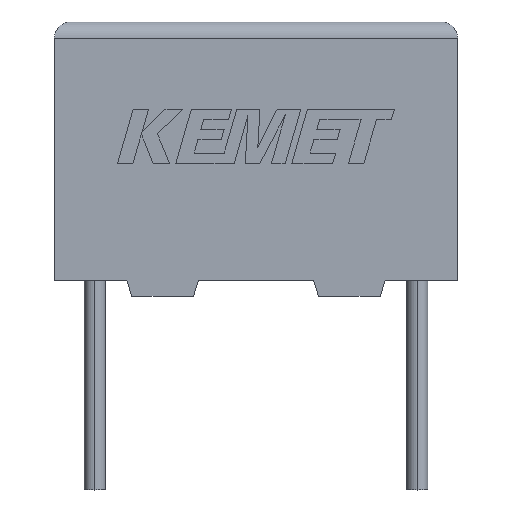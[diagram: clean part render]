
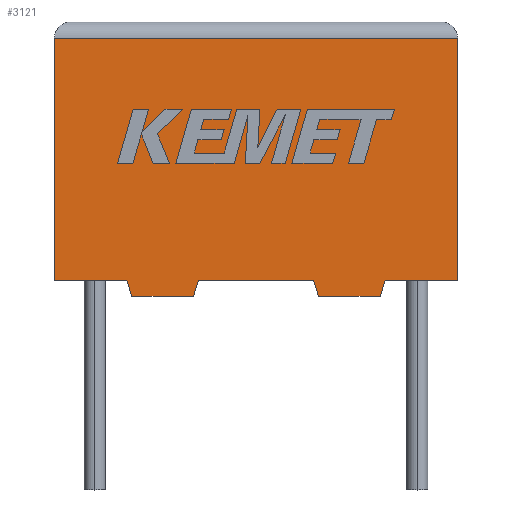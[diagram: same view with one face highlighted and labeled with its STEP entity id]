
A CAD part, top view. The second image highlights one B-rep face of the part: STEP entity #3121.
In plain terms, the highlighted planar face has unit normal (0, 0, 1).
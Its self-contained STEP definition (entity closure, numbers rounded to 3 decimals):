
#67 = VECTOR ( 'NONE', #2201, 1000. ) ;
#154 = EDGE_CURVE ( 'NONE', #1308, #3056, #786, .T. ) ;
#246 = CARTESIAN_POINT ( 'NONE',  ( 0., 0., 3.5 ) ) ;
#263 = LINE ( 'NONE', #2776, #574 ) ;
#272 = VECTOR ( 'NONE', #2926, 1000. ) ;
#306 = EDGE_LOOP ( 'NONE', ( #2545, #3077, #3096, #874, #3005, #561, #1861, #2379, #1966, #1539, #1102, #2874 ) ) ;
#312 = AXIS2_PLACEMENT_3D ( 'NONE', #2667, #1855, #1627 ) ;
#561 = ORIENTED_EDGE ( 'NONE', *, *, #1804, .T. ) ;
#574 = VECTOR ( 'NONE', #2269, 1000. ) ;
#600 = EDGE_CURVE ( 'NONE', #3232, #2192, #2694, .T. ) ;
#618 = VECTOR ( 'NONE', #713, 1000. ) ;
#626 = EDGE_CURVE ( 'NONE', #3056, #1560, #938, .T. ) ;
#713 = DIRECTION ( 'NONE',  ( 0.287, 0.958, 0. ) ) ;
#722 = DIRECTION ( 'NONE',  ( -0.287, 0.958, 0. ) ) ;
#734 = DIRECTION ( 'NONE',  ( -0.287, -0.958, 0. ) ) ;
#778 = EDGE_CURVE ( 'NONE', #2192, #1525, #1747, .T. ) ;
#786 = LINE ( 'NONE', #2965, #618 ) ;
#796 = EDGE_CURVE ( 'NONE', #1822, #1560, #1427, .T. ) ;
#874 = ORIENTED_EDGE ( 'NONE', *, *, #600, .T. ) ;
#922 = DIRECTION ( 'NONE',  ( 1., 0., 0. ) ) ;
#937 = CARTESIAN_POINT ( 'NONE',  ( 2.4, -0.5, 3.5 ) ) ;
#938 = LINE ( 'NONE', #2141, #272 ) ;
#948 = DIRECTION ( 'NONE',  ( 1., 0., 0. ) ) ;
#961 = CARTESIAN_POINT ( 'NONE',  ( 10.1, -0.5, 3.5 ) ) ;
#972 = VERTEX_POINT ( 'NONE', #3034 ) ;
#990 = CARTESIAN_POINT ( 'NONE',  ( 0., 7.5, 3.5 ) ) ;
#1030 = DIRECTION ( 'NONE',  ( 0., -1., 0. ) ) ;
#1072 = DIRECTION ( 'NONE',  ( -1., 0., 0. ) ) ;
#1079 = LINE ( 'NONE', #2871, #3042 ) ;
#1102 = ORIENTED_EDGE ( 'NONE', *, *, #2635, .F. ) ;
#1205 = CARTESIAN_POINT ( 'NONE',  ( 0., 0., 3.5 ) ) ;
#1307 = LINE ( 'NONE', #961, #2043 ) ;
#1308 = VERTEX_POINT ( 'NONE', #2068 ) ;
#1323 = VECTOR ( 'NONE', #1663, 1000. ) ;
#1421 = LINE ( 'NONE', #246, #2732 ) ;
#1426 = EDGE_CURVE ( 'NONE', #1565, #972, #263, .T. ) ;
#1427 = LINE ( 'NONE', #1697, #3053 ) ;
#1452 = EDGE_CURVE ( 'NONE', #2682, #3232, #1421, .T. ) ;
#1525 = VERTEX_POINT ( 'NONE', #2248 ) ;
#1539 = ORIENTED_EDGE ( 'NONE', *, *, #1852, .F. ) ;
#1560 = VERTEX_POINT ( 'NONE', #1823 ) ;
#1565 = VERTEX_POINT ( 'NONE', #3087 ) ;
#1616 = CARTESIAN_POINT ( 'NONE',  ( 4.463, 0., 3.5 ) ) ;
#1627 = DIRECTION ( 'NONE',  ( -1., 0., 0. ) ) ;
#1663 = DIRECTION ( 'NONE',  ( 1., 0., 0. ) ) ;
#1697 = CARTESIAN_POINT ( 'NONE',  ( 8.188, -0.5, 3.5 ) ) ;
#1747 = LINE ( 'NONE', #2481, #67 ) ;
#1804 = EDGE_CURVE ( 'NONE', #1525, #1308, #2445, .T. ) ;
#1822 = VERTEX_POINT ( 'NONE', #2160 ) ;
#1823 = CARTESIAN_POINT ( 'NONE',  ( 8.037, 0., 3.5 ) ) ;
#1852 = EDGE_CURVE ( 'NONE', #2069, #1822, #1307, .T. ) ;
#1855 = DIRECTION ( 'NONE',  ( 0., 0., -1. ) ) ;
#1861 = ORIENTED_EDGE ( 'NONE', *, *, #154, .T. ) ;
#1946 = VECTOR ( 'NONE', #734, 1000. ) ;
#1958 = VECTOR ( 'NONE', #948, 1000. ) ;
#1966 = ORIENTED_EDGE ( 'NONE', *, *, #796, .F. ) ;
#2029 = VECTOR ( 'NONE', #922, 1000. ) ;
#2037 = CARTESIAN_POINT ( 'NONE',  ( 10.1, -0.5, 3.5 ) ) ;
#2043 = VECTOR ( 'NONE', #2181, 1000. ) ;
#2068 = CARTESIAN_POINT ( 'NONE',  ( 4.313, -0.5, 3.5 ) ) ;
#2069 = VERTEX_POINT ( 'NONE', #2037 ) ;
#2141 = CARTESIAN_POINT ( 'NONE',  ( 0., 0., 3.5 ) ) ;
#2160 = CARTESIAN_POINT ( 'NONE',  ( 8.188, -0.5, 3.5 ) ) ;
#2181 = DIRECTION ( 'NONE',  ( -1., 0., 0. ) ) ;
#2192 = VERTEX_POINT ( 'NONE', #2333 ) ;
#2201 = DIRECTION ( 'NONE',  ( 0.287, -0.958, 0. ) ) ;
#2248 = CARTESIAN_POINT ( 'NONE',  ( 2.4, -0.5, 3.5 ) ) ;
#2269 = DIRECTION ( 'NONE',  ( 0., 1., 0. ) ) ;
#2333 = CARTESIAN_POINT ( 'NONE',  ( 2.25, 0., 3.5 ) ) ;
#2348 = CARTESIAN_POINT ( 'NONE',  ( 0., 0., 3.5 ) ) ;
#2379 = ORIENTED_EDGE ( 'NONE', *, *, #626, .T. ) ;
#2445 = LINE ( 'NONE', #937, #1958 ) ;
#2449 = CARTESIAN_POINT ( 'NONE',  ( 0., 0., 3.5 ) ) ;
#2481 = CARTESIAN_POINT ( 'NONE',  ( 2.25, 0., 3.5 ) ) ;
#2507 = CARTESIAN_POINT ( 'NONE',  ( 10.25, 0., 3.5 ) ) ;
#2545 = ORIENTED_EDGE ( 'NONE', *, *, #1426, .T. ) ;
#2553 = LINE ( 'NONE', #1205, #2029 ) ;
#2596 = EDGE_CURVE ( 'NONE', #2634, #1565, #2553, .T. ) ;
#2627 = LINE ( 'NONE', #2507, #1946 ) ;
#2634 = VERTEX_POINT ( 'NONE', #3207 ) ;
#2635 = EDGE_CURVE ( 'NONE', #2634, #2069, #2627, .T. ) ;
#2667 = CARTESIAN_POINT ( 'NONE',  ( 0., 0., 3.5 ) ) ;
#2682 = VERTEX_POINT ( 'NONE', #990 ) ;
#2694 = LINE ( 'NONE', #2348, #1323 ) ;
#2732 = VECTOR ( 'NONE', #1030, 1000. ) ;
#2776 = CARTESIAN_POINT ( 'NONE',  ( 12.5, 0., 3.5 ) ) ;
#2871 = CARTESIAN_POINT ( 'NONE',  ( 0., 7.5, 3.5 ) ) ;
#2874 = ORIENTED_EDGE ( 'NONE', *, *, #2596, .T. ) ;
#2912 = PLANE ( 'NONE',  #312 ) ;
#2926 = DIRECTION ( 'NONE',  ( 1., 0., 0. ) ) ;
#2963 = EDGE_CURVE ( 'NONE', #972, #2682, #1079, .T. ) ;
#2965 = CARTESIAN_POINT ( 'NONE',  ( 4.313, -0.5, 3.5 ) ) ;
#3005 = ORIENTED_EDGE ( 'NONE', *, *, #778, .T. ) ;
#3034 = CARTESIAN_POINT ( 'NONE',  ( 12.5, 7.5, 3.5 ) ) ;
#3042 = VECTOR ( 'NONE', #1072, 1000. ) ;
#3053 = VECTOR ( 'NONE', #722, 1000. ) ;
#3056 = VERTEX_POINT ( 'NONE', #1616 ) ;
#3077 = ORIENTED_EDGE ( 'NONE', *, *, #2963, .T. ) ;
#3087 = CARTESIAN_POINT ( 'NONE',  ( 12.5, 0., 3.5 ) ) ;
#3096 = ORIENTED_EDGE ( 'NONE', *, *, #1452, .T. ) ;
#3108 = FACE_OUTER_BOUND ( 'NONE', #306, .T. ) ;
#3121 = ADVANCED_FACE ( 'NONE', ( #3108 ), #2912, .F. ) ;
#3207 = CARTESIAN_POINT ( 'NONE',  ( 10.25, 0., 3.5 ) ) ;
#3232 = VERTEX_POINT ( 'NONE', #2449 ) ;
